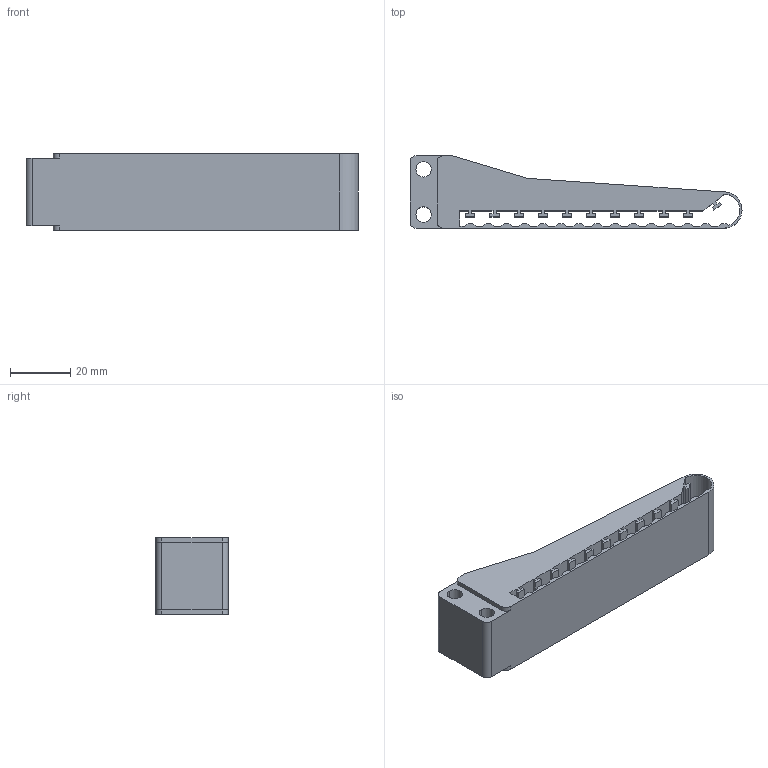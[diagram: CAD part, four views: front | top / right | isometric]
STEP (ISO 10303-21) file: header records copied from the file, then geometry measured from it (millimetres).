
FILE_DESCRIPTION (( 'STEP AP203' ), '1' );
FILE_NAME ('thumb1.STEP', '2015-02-27T22:50:23', ( '' ), ( '' ), 'SwSTEP 2.0', 'SolidWorks 2013', '' );
FILE_SCHEMA (( 'CONFIG_CONTROL_DESIGN' ));
Length unit declared in the file: millimetre
Products named in the file (1): thumb1
Bounding box: 110 x 24 x 25.5 mm (x, y, z)
Volume: 34087.7 mm3; surface area: 17228.2 mm2
Topology: 1 solids, 1 shells, 174 faces, 516 edges, 344 vertices
Faces by surface type: plane 162, cylinder 12
Entity records: 5813 total; most frequent: CARTESIAN_POINT 1035, ORIENTED_EDGE 1032, DIRECTION 890, EDGE_CURVE 516, VECTOR 492, LINE 492, VERTEX_POINT 344, AXIS2_PLACEMENT_3D 199
